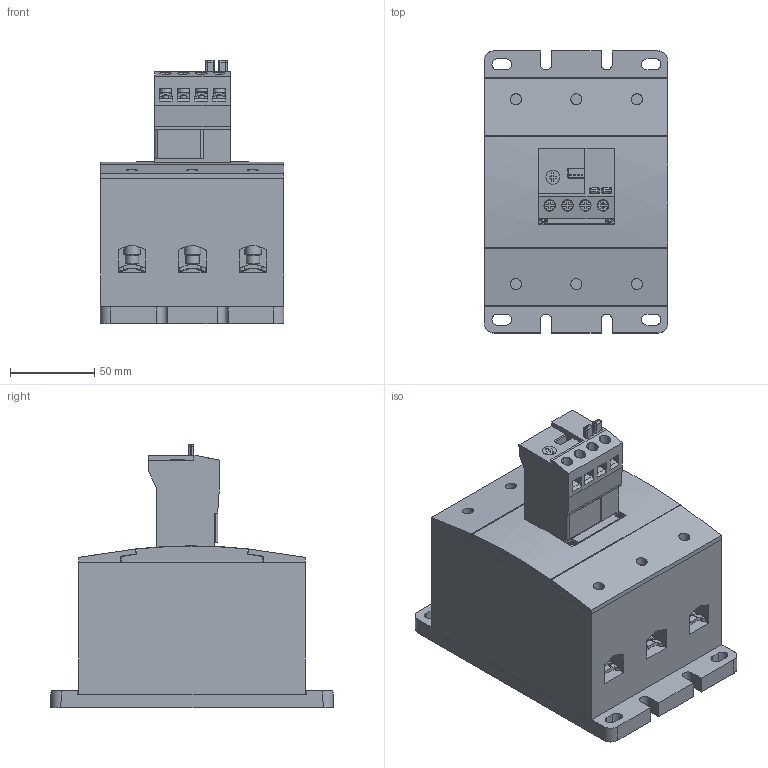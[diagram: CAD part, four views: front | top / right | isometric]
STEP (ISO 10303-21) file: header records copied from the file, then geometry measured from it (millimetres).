
FILE_DESCRIPTION (( 'STEP AP214' ), '1' );
FILE_NAME ('XTOE175GCSS.step', '2019-09-03T15:41:56', ( '' ), ( '' ), 'SwSTEP 2.0', 'SolidWorks 2018', '' );
FILE_SCHEMA (( 'AUTOMOTIVE_DESIGN' ));
Length unit declared in the file: inch
Products named in the file (1): XTOE175GCSS
Bounding box: 109.5 x 168 x 156.75 mm (x, y, z)
Volume: 1455436 mm3; surface area: 191729.5 mm2
Topology: 31 solids, 31 shells, 1770 faces, 4621 edges, 2920 vertices
Faces by surface type: plane 908, cylinder 492, bspline 264, cone 92, sphere 8, torus 6
Entity records: 76636 total; most frequent: CARTESIAN_POINT 24816, ORIENTED_EDGE 9202, DIRECTION 7323, EDGE_CURVE 4601, VERTEX_POINT 2920, VECTOR 2621, LINE 2621, AXIS2_PLACEMENT_3D 2351
